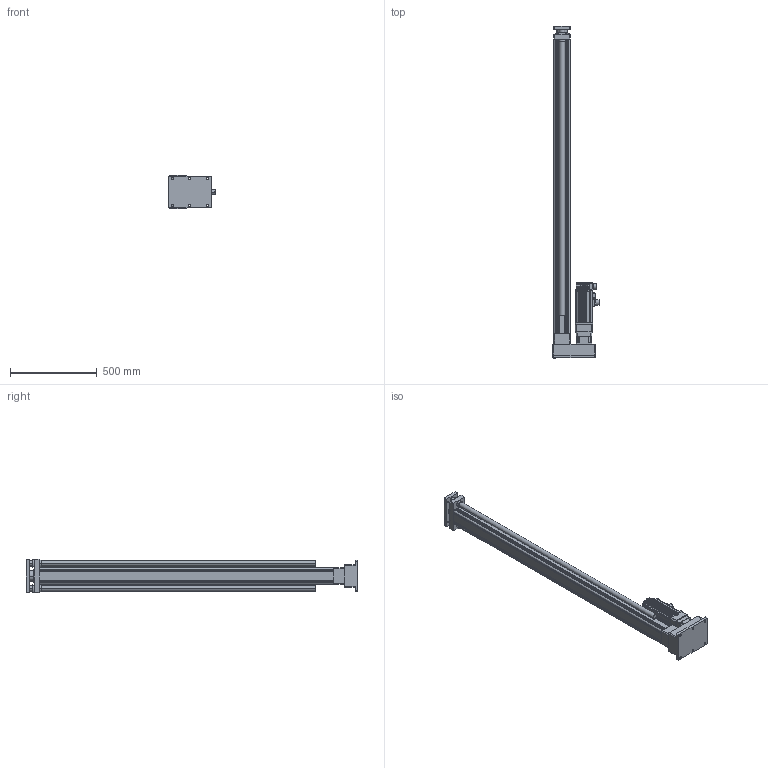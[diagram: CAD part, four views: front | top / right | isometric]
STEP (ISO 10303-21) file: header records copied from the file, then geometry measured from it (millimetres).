
FILE_DESCRIPTION (( 'STEP AP203' ), '1' );
FILE_NAME ('231207-ZY-95缸折叠1500行程底板装配体.STEP', '2023-12-21T09:10:00', ( '微软用户' ), ( '微软中国' ), 'SwSTEP 2.0', 'SolidWorks 2016', '' );
FILE_SCHEMA (( 'CONFIG_CONTROL_DESIGN' ));
Length unit declared in the file: millimetre
Products named in the file (7): 95缸行程1500折叠底板安装; 絳砃裝; 95缸活塞杆; PGH90单级（19-95-115M8）; MS1H2-15C30CB(D)-U(A)334Z; 231207-ZY-95缸折叠1500行程底板装配体; 蚚肣杶囀謂D30-50
Assembly tree (8 placements, depth 2):
  231207-ZY-95缸折叠1500行程底板装配体
    95缸行程1500折叠底板安装
    PGH90单级（19-95-115M8）
    MS1H2-15C30CB(D)-U(A)334Z
    95缸活塞杆
    絳砃裝  x2
    蚚肣杶囀謂D30-50  x2
Bounding box: 265.5 x 1910 x 195 mm (x, y, z)
Volume: 19725225.1 mm3; surface area: 2722857.9 mm2
Topology: 24 solids, 24 shells, 1717 faces, 4343 edges, 2639 vertices
Faces by surface type: cylinder 782, plane 518, bspline 360, cone 53, torus 4
Entity records: 58986 total; most frequent: CARTESIAN_POINT 19405, ORIENTED_EDGE 8262, DIRECTION 8115, EDGE_CURVE 4131, AXIS2_PLACEMENT_3D 3048, VERTEX_POINT 2581, VECTOR 2019, LINE 2019
